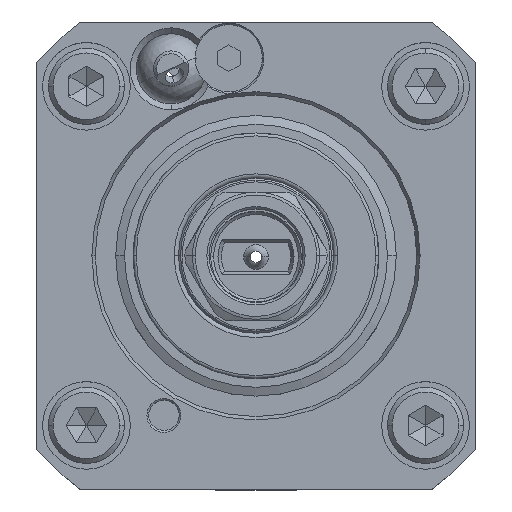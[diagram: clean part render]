
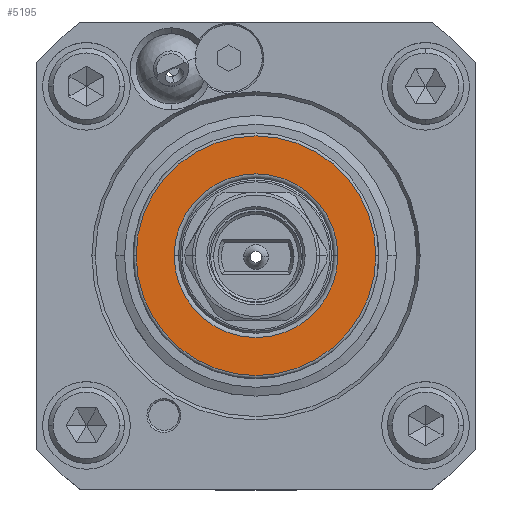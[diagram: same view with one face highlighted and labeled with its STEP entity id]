
A CAD part, top view. The second image highlights one B-rep face of the part: STEP entity #5195.
In plain terms, the highlighted planar face has unit normal (0, 0, 1).
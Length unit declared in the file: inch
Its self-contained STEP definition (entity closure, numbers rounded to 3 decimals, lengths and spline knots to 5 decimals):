
#148 = ORIENTED_EDGE ( 'NONE', *, *, #19512, .T. ) ;
#324 = CARTESIAN_POINT ( 'NONE',  ( -0.80709, 0., 1.33858 ) ) ;
#341 = CARTESIAN_POINT ( 'NONE',  ( 0.55118, 0., 1.33858 ) ) ;
#343 = AXIS2_PLACEMENT_3D ( 'NONE', #17979, #14924, #16587 ) ;
#1209 = DIRECTION ( 'NONE',  ( 0., -1., 0. ) ) ;
#1716 = CARTESIAN_POINT ( 'NONE',  ( -0.55118, 0., 1.33858 ) ) ;
#2383 = VERTEX_POINT ( 'NONE', #1716 ) ;
#2430 = EDGE_CURVE ( 'NONE', #10841, #2383, #11266, .T. ) ;
#3058 = VERTEX_POINT ( 'NONE', #324 ) ;
#3716 = AXIS2_PLACEMENT_3D ( 'NONE', #3879, #3782, #1209 ) ;
#3782 = DIRECTION ( 'NONE',  ( 0., 0., 1. ) ) ;
#3879 = CARTESIAN_POINT ( 'NONE',  ( 0., 0.80709, 1.33858 ) ) ;
#4086 = FACE_BOUND ( 'NONE', #7071, .T. ) ;
#4201 = CARTESIAN_POINT ( 'NONE',  ( 0.80709, 0., 1.33858 ) ) ;
#5195 = ADVANCED_FACE ( 'NONE', ( #4086, #19151 ), #5274, .T. ) ;
#5237 = AXIS2_PLACEMENT_3D ( 'NONE', #5412, #15830, #14356 ) ;
#5274 = PLANE ( 'NONE',  #3716 ) ;
#5412 = CARTESIAN_POINT ( 'NONE',  ( 0., 0., 1.33858 ) ) ;
#6121 = CARTESIAN_POINT ( 'NONE',  ( 0., 0., 1.33858 ) ) ;
#6574 = EDGE_LOOP ( 'NONE', ( #17223, #148 ) ) ;
#6759 = CIRCLE ( 'NONE', #8978, 0.80709 ) ;
#7071 = EDGE_LOOP ( 'NONE', ( #11478, #16972 ) ) ;
#7327 = CARTESIAN_POINT ( 'NONE',  ( 0., 0., 1.33858 ) ) ;
#8047 = EDGE_CURVE ( 'NONE', #3058, #17592, #10804, .T. ) ;
#8820 = DIRECTION ( 'NONE',  ( -1., 0., 0. ) ) ;
#8978 = AXIS2_PLACEMENT_3D ( 'NONE', #7327, #10297, #8820 ) ;
#9570 = EDGE_CURVE ( 'NONE', #2383, #10841, #12701, .T. ) ;
#10297 = DIRECTION ( 'NONE',  ( 0., 0., 1. ) ) ;
#10681 = DIRECTION ( 'NONE',  ( -1., 0., 0. ) ) ;
#10804 = CIRCLE ( 'NONE', #18389, 0.80709 ) ;
#10841 = VERTEX_POINT ( 'NONE', #341 ) ;
#11266 = CIRCLE ( 'NONE', #5237, 0.55118 ) ;
#11478 = ORIENTED_EDGE ( 'NONE', *, *, #2430, .T. ) ;
#12701 = CIRCLE ( 'NONE', #343, 0.55118 ) ;
#14356 = DIRECTION ( 'NONE',  ( 1., 0., 0. ) ) ;
#14924 = DIRECTION ( 'NONE',  ( 0., 0., -1. ) ) ;
#15830 = DIRECTION ( 'NONE',  ( 0., 0., -1. ) ) ;
#16587 = DIRECTION ( 'NONE',  ( 1., 0., 0. ) ) ;
#16972 = ORIENTED_EDGE ( 'NONE', *, *, #9570, .T. ) ;
#17223 = ORIENTED_EDGE ( 'NONE', *, *, #8047, .T. ) ;
#17592 = VERTEX_POINT ( 'NONE', #4201 ) ;
#17979 = CARTESIAN_POINT ( 'NONE',  ( 0., 0., 1.33858 ) ) ;
#18205 = DIRECTION ( 'NONE',  ( 0., 0., 1. ) ) ;
#18389 = AXIS2_PLACEMENT_3D ( 'NONE', #6121, #18205, #10681 ) ;
#19151 = FACE_OUTER_BOUND ( 'NONE', #6574, .T. ) ;
#19512 = EDGE_CURVE ( 'NONE', #17592, #3058, #6759, .T. ) ;
